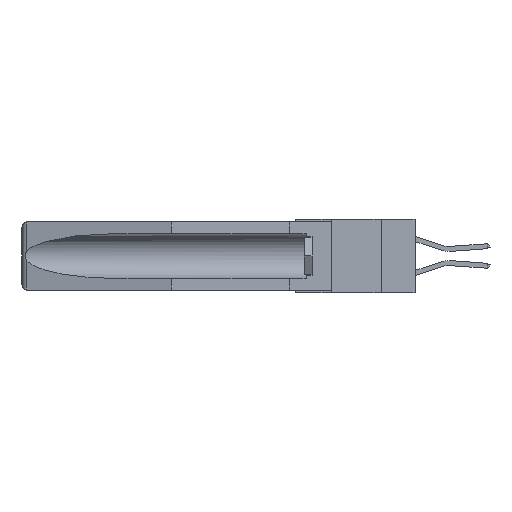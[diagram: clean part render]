
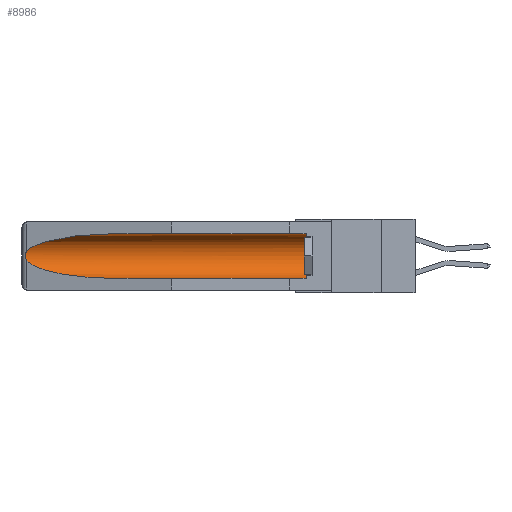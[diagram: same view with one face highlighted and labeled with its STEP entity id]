
A CAD part, left-side view. The second image highlights one B-rep face of the part: STEP entity #8986.
In plain terms, the highlighted cylindrical face has radius 2.857 mm (diameter 5.715 mm), a partial arc.
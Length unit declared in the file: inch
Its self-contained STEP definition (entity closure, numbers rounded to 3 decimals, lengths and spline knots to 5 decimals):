
#233 = FACE_OUTER_BOUND ( 'NONE', #9740, .T. ) ;
#406 = VERTEX_POINT ( 'NONE', #7441 ) ;
#885 = VERTEX_POINT ( 'NONE', #4981 ) ;
#1234 = CARTESIAN_POINT ( 'NONE',  ( 0.25451, 1.48313, -0.09465 ) ) ;
#1449 =( BOUNDED_CURVE ( )  B_SPLINE_CURVE ( 3, ( #9411, #3839, #2851, #9469 ),
 .UNSPECIFIED., .F., .T. ) 
 B_SPLINE_CURVE_WITH_KNOTS ( ( 4, 4 ),
 ( 0.1948, 1.5708 ),
 .UNSPECIFIED. ) 
 CURVE ( )  GEOMETRIC_REPRESENTATION_ITEM ( )  RATIONAL_B_SPLINE_CURVE ( ( 1., 0.848, 0.848, 1. ) ) 
 REPRESENTATION_ITEM ( '' )  );
#1524 = CARTESIAN_POINT ( 'NONE',  ( 0.155, -0.30754, -0.284 ) ) ;
#2117 = AXIS2_PLACEMENT_3D ( 'NONE', #13359, #6934, #9547 ) ;
#2751 = CARTESIAN_POINT ( 'NONE',  ( 0.21114, 1.30732, -0.059 ) ) ;
#2816 = CARTESIAN_POINT ( 'NONE',  ( 0.2673, 1.53269, -0.17917 ) ) ;
#2851 = CARTESIAN_POINT ( 'NONE',  ( 0.21114, 1.30732, -0.284 ) ) ;
#2951 = EDGE_CURVE ( 'NONE', #16440, #14631, #8689, .T. ) ;
#3057 = CARTESIAN_POINT ( 'NONE',  ( 0.26537, 1.52718, -0.19328 ) ) ;
#3185 = CARTESIAN_POINT ( 'NONE',  ( 0.155, 0.126, -0.1715 ) ) ;
#3582 = VERTEX_POINT ( 'NONE', #16426 ) ;
#3839 = CARTESIAN_POINT ( 'NONE',  ( 0.25451, 1.48313, -0.24835 ) ) ;
#3971 = CARTESIAN_POINT ( 'NONE',  ( 0.26537, 1.52718, -0.14972 ) ) ;
#4073 = CARTESIAN_POINT ( 'NONE',  ( 0.26537, 1.52718, -0.14972 ) ) ;
#4166 = CARTESIAN_POINT ( 'NONE',  ( 0.2675, 1.53308, -0.17534 ) ) ;
#4331 =( BOUNDED_CURVE ( )  B_SPLINE_CURVE ( 3, ( #9201, #2751, #1234, #3971 ),
 .UNSPECIFIED., .F., .F. ) 
 B_SPLINE_CURVE_WITH_KNOTS ( ( 4, 4 ),
 ( 4.71239, 6.08839 ),
 .UNSPECIFIED. ) 
 CURVE ( )  GEOMETRIC_REPRESENTATION_ITEM ( )  RATIONAL_B_SPLINE_CURVE ( ( 1., 0.848, 0.848, 1. ) ) 
 REPRESENTATION_ITEM ( '' )  );
#4928 = EDGE_CURVE ( 'NONE', #406, #3582, #13559, .T. ) ;
#4981 = CARTESIAN_POINT ( 'NONE',  ( 0.155, 1.07973, -0.284 ) ) ;
#5319 = LINE ( 'NONE', #1524, #8868 ) ;
#5422 = CARTESIAN_POINT ( 'NONE',  ( 0.2675, 1.53308, -0.16763 ) ) ;
#6934 = DIRECTION ( 'NONE',  ( 0., 1., 0. ) ) ;
#7073 = CARTESIAN_POINT ( 'NONE',  ( 0.155, 0.126, -0.284 ) ) ;
#7178 = CARTESIAN_POINT ( 'NONE',  ( 0.26597, 1.5296, -0.19026 ) ) ;
#7441 = CARTESIAN_POINT ( 'NONE',  ( 0.155, 0.126, -0.059 ) ) ;
#8236 = ORIENTED_EDGE ( 'NONE', *, *, #2951, .T. ) ;
#8398 = ORIENTED_EDGE ( 'NONE', *, *, #17036, .F. ) ;
#8542 = VERTEX_POINT ( 'NONE', #7073 ) ;
#8557 = CYLINDRICAL_SURFACE ( 'NONE', #2117, 0.1125 ) ;
#8689 = B_SPLINE_CURVE_WITH_KNOTS ( 'NONE', 3,
 ( #12265, #10785, #12040, #10957, #5422, #4166, #2816, #13421, #7178, #9721 ),
 .UNSPECIFIED., .F., .F.,
 ( 4, 2, 2, 2, 4 ),
 ( 0., 0.00029, 0.00058, 0.00087, 0.00117 ),
 .UNSPECIFIED. ) ;
#8868 = VECTOR ( 'NONE', #12189, 39.37008 ) ;
#8986 = ADVANCED_FACE ( 'NONE', ( #233 ), #8557, .F. ) ;
#9147 = ORIENTED_EDGE ( 'NONE', *, *, #4928, .T. ) ;
#9201 = CARTESIAN_POINT ( 'NONE',  ( 0.155, 1.07973, -0.059 ) ) ;
#9411 = CARTESIAN_POINT ( 'NONE',  ( 0.26537, 1.52718, -0.19328 ) ) ;
#9469 = CARTESIAN_POINT ( 'NONE',  ( 0.155, 1.07973, -0.284 ) ) ;
#9547 = DIRECTION ( 'NONE',  ( 0., 0., 1. ) ) ;
#9721 = CARTESIAN_POINT ( 'NONE',  ( 0.26537, 1.52718, -0.19328 ) ) ;
#9740 = EDGE_LOOP ( 'NONE', ( #11354, #8236, #12678, #8398, #16634, #9147 ) ) ;
#9750 = DIRECTION ( 'NONE',  ( 0., 1., 0. ) ) ;
#9841 = AXIS2_PLACEMENT_3D ( 'NONE', #3185, #13766, #12270 ) ;
#9987 = EDGE_CURVE ( 'NONE', #3582, #16440, #4331, .T. ) ;
#10785 = CARTESIAN_POINT ( 'NONE',  ( 0.26597, 1.52961, -0.15275 ) ) ;
#10957 = CARTESIAN_POINT ( 'NONE',  ( 0.2673, 1.5327, -0.16383 ) ) ;
#11155 = CIRCLE ( 'NONE', #9841, 0.1125 ) ;
#11354 = ORIENTED_EDGE ( 'NONE', *, *, #9987, .T. ) ;
#11376 = EDGE_CURVE ( 'NONE', #14631, #885, #1449, .T. ) ;
#12040 = CARTESIAN_POINT ( 'NONE',  ( 0.26654, 1.53092, -0.15636 ) ) ;
#12189 = DIRECTION ( 'NONE',  ( 0., 1., 0. ) ) ;
#12265 = CARTESIAN_POINT ( 'NONE',  ( 0.26537, 1.52718, -0.14972 ) ) ;
#12270 = DIRECTION ( 'NONE',  ( 0., 0., 1. ) ) ;
#12678 = ORIENTED_EDGE ( 'NONE', *, *, #11376, .T. ) ;
#12807 = EDGE_CURVE ( 'NONE', #8542, #406, #11155, .T. ) ;
#13157 = VECTOR ( 'NONE', #9750, 39.37008 ) ;
#13359 = CARTESIAN_POINT ( 'NONE',  ( 0.155, -0.30754, -0.1715 ) ) ;
#13421 = CARTESIAN_POINT ( 'NONE',  ( 0.26655, 1.53094, -0.18657 ) ) ;
#13559 = LINE ( 'NONE', #13732, #13157 ) ;
#13732 = CARTESIAN_POINT ( 'NONE',  ( 0.155, -0.30754, -0.059 ) ) ;
#13766 = DIRECTION ( 'NONE',  ( 0., -1., 0. ) ) ;
#14631 = VERTEX_POINT ( 'NONE', #3057 ) ;
#16426 = CARTESIAN_POINT ( 'NONE',  ( 0.155, 1.07973, -0.059 ) ) ;
#16440 = VERTEX_POINT ( 'NONE', #4073 ) ;
#16634 = ORIENTED_EDGE ( 'NONE', *, *, #12807, .T. ) ;
#17036 = EDGE_CURVE ( 'NONE', #8542, #885, #5319, .T. ) ;
